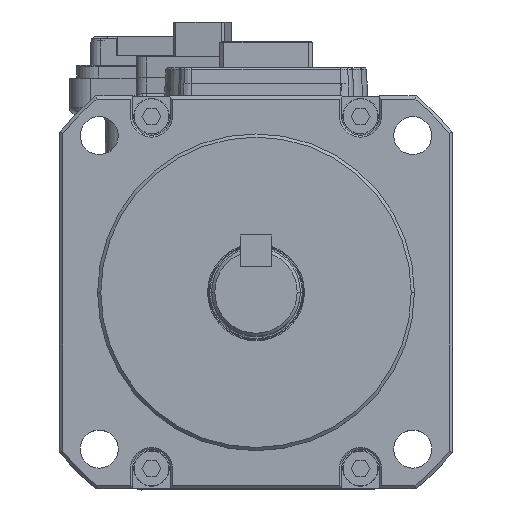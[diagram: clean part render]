
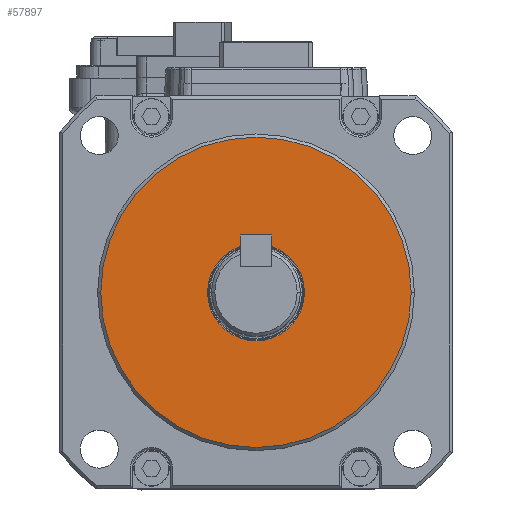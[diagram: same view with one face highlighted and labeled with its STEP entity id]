
A CAD part, top view. The second image highlights one B-rep face of the part: STEP entity #57897.
In plain terms, the highlighted planar face has unit normal (0, 0, 1).
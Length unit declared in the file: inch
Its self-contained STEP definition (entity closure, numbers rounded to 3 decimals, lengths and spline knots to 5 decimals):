
#194 = ORIENTED_EDGE ( 'NONE', *, *, #35395, .T. ) ;
#2793 = DIRECTION ( 'NONE',  ( 0., 0., 1. ) ) ;
#4252 = CARTESIAN_POINT ( 'NONE',  ( 0., 0., 1.16142 ) ) ;
#4834 = EDGE_CURVE ( 'NONE', #29725, #28712, #46623, .T. ) ;
#6355 = CARTESIAN_POINT ( 'NONE',  ( 0., 0., 1.16142 ) ) ;
#6746 = DIRECTION ( 'NONE',  ( -1., 0., 0. ) ) ;
#8671 = CARTESIAN_POINT ( 'NONE',  ( 0., 0., 1.16142 ) ) ;
#11669 = CARTESIAN_POINT ( 'NONE',  ( -0.30118, 0., 1.16142 ) ) ;
#12607 = CARTESIAN_POINT ( 'NONE',  ( 0., 0., 1.16142 ) ) ;
#15171 = VERTEX_POINT ( 'NONE', #11669 ) ;
#16101 = EDGE_CURVE ( 'NONE', #28712, #29725, #61359, .T. ) ;
#16562 = CARTESIAN_POINT ( 'NONE',  ( 0.30118, 0., 1.16142 ) ) ;
#16717 = DIRECTION ( 'NONE',  ( 0., 0., -1. ) ) ;
#19034 = DIRECTION ( 'NONE',  ( 0., 0., -1. ) ) ;
#19193 = DIRECTION ( 'NONE',  ( -1., 0., 0. ) ) ;
#19562 = AXIS2_PLACEMENT_3D ( 'NONE', #4252, #16717, #55383 ) ;
#23500 = CARTESIAN_POINT ( 'NONE',  ( 0., 0., 1.16142 ) ) ;
#25160 = EDGE_CURVE ( 'NONE', #15171, #64494, #70326, .T. ) ;
#25861 = AXIS2_PLACEMENT_3D ( 'NONE', #23500, #19034, #56964 ) ;
#28197 = EDGE_LOOP ( 'NONE', ( #44720, #36919 ) ) ;
#28606 = ORIENTED_EDGE ( 'NONE', *, *, #25160, .T. ) ;
#28712 = VERTEX_POINT ( 'NONE', #71663 ) ;
#29725 = VERTEX_POINT ( 'NONE', #52641 ) ;
#35395 = EDGE_CURVE ( 'NONE', #64494, #15171, #45812, .T. ) ;
#36919 = ORIENTED_EDGE ( 'NONE', *, *, #16101, .F. ) ;
#37049 = EDGE_LOOP ( 'NONE', ( #194, #28606 ) ) ;
#42508 = PLANE ( 'NONE',  #56211 ) ;
#44467 = AXIS2_PLACEMENT_3D ( 'NONE', #12607, #45745, #6746 ) ;
#44720 = ORIENTED_EDGE ( 'NONE', *, *, #4834, .F. ) ;
#45708 = DIRECTION ( 'NONE',  ( 0., 0., -1. ) ) ;
#45745 = DIRECTION ( 'NONE',  ( 0., 0., -1. ) ) ;
#45812 = CIRCLE ( 'NONE', #25861, 0.30118 ) ;
#46623 = CIRCLE ( 'NONE', #19562, 0.96457 ) ;
#46956 = DIRECTION ( 'NONE',  ( 1., 0., 0. ) ) ;
#48391 = FACE_BOUND ( 'NONE', #37049, .T. ) ;
#52641 = CARTESIAN_POINT ( 'NONE',  ( 0.96457, 0., 1.16142 ) ) ;
#55383 = DIRECTION ( 'NONE',  ( -1., 0., 0. ) ) ;
#56211 = AXIS2_PLACEMENT_3D ( 'NONE', #8671, #2793, #46956 ) ;
#56964 = DIRECTION ( 'NONE',  ( -1., 0., 0. ) ) ;
#57897 = ADVANCED_FACE ( 'NONE', ( #48391, #64966 ), #42508, .T. ) ;
#61359 = CIRCLE ( 'NONE', #70777, 0.96457 ) ;
#64494 = VERTEX_POINT ( 'NONE', #16562 ) ;
#64966 = FACE_OUTER_BOUND ( 'NONE', #28197, .T. ) ;
#70326 = CIRCLE ( 'NONE', #44467, 0.30118 ) ;
#70777 = AXIS2_PLACEMENT_3D ( 'NONE', #6355, #45708, #19193 ) ;
#71663 = CARTESIAN_POINT ( 'NONE',  ( -0.96457, 0., 1.16142 ) ) ;
